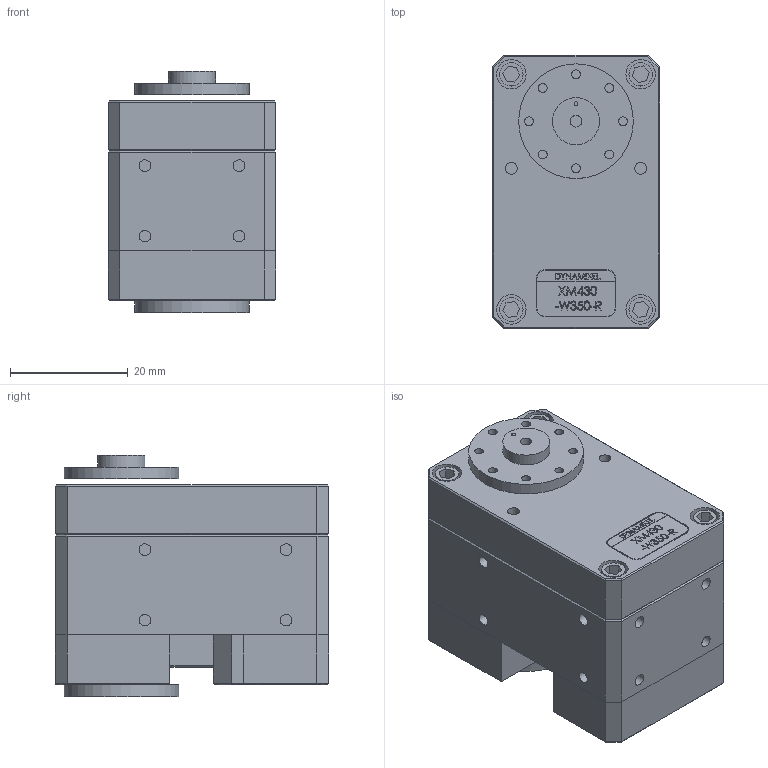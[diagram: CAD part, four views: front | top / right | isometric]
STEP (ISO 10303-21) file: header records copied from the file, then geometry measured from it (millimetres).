
FILE_DESCRIPTION( ( '' ), ' ' );
FILE_NAME( '5b3e80553a1eeb103c565669.step', '2018-07-05T20:32:23', ( '' ), ( '' ), ' ', ' ', ' ' );
FILE_SCHEMA( ( 'AUTOMOTIVE_DESIGN { 1 0 10303 214 1 1 1 1 }' ) );
Length unit declared in the file: metre
Products named in the file (17): Assem1; Part 1; Part 2; Part 3; Part 4; Part 5; Part 6; Part 7; Part 8; Part 9; Part 10; Part 11; Part 12; Part 13; Part 14; Part 15; Part 16
Assembly tree (16 placements, depth 2):
  Assem1
    Part 1
    Part 2
    Part 3
    Part 4
    Part 5
    Part 6
    Part 7
    Part 8
    Part 9
    Part 10
    Part 11
    Part 12
    Part 13
    Part 14
    Part 15
    Part 16
Bounding box: 28.5 x 46.5 x 41 mm (x, y, z)
Volume: 42998.5 mm3; surface area: 16136.4 mm2
Topology: 16 solids, 16 shells, 308 faces, 830 edges, 616 vertices
Faces by surface type: plane 245, cylinder 63
Full cylindrical faces by diameter (mm): 0.645 x1, 1.5 x16, 2 x17, 4 x8, 5 x8, 8 x1, 9.5 x2, 19.5 x2
Entity records: 13235 total; most frequent: CARTESIAN_POINT 2696, ORIENTED_EDGE 1548, DIRECTION 1502, EDGE_CURVE 774, VERTEX_POINT 615, LINE 582, VECTOR 582, EDGE_LOOP 463
